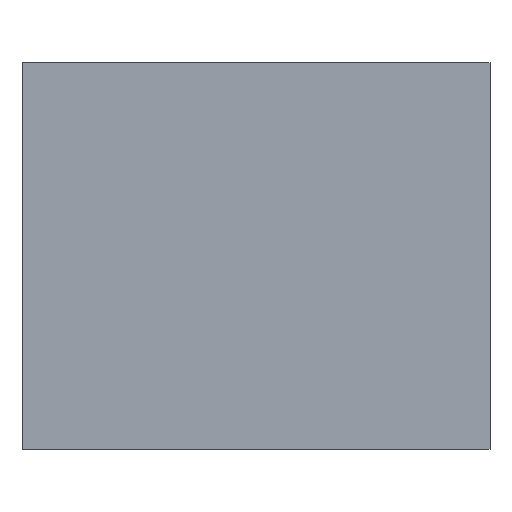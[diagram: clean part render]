
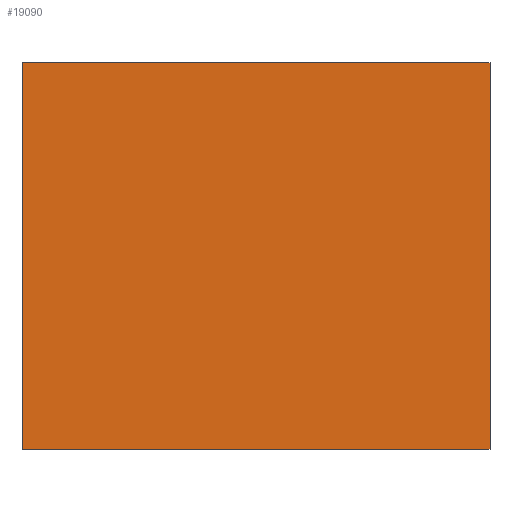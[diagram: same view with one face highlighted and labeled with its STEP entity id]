
A CAD part, front view. The second image highlights one B-rep face of the part: STEP entity #19090.
In plain terms, the highlighted planar face has unit normal (0, -1, 0).
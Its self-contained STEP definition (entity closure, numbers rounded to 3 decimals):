
#884=PLANE('',#20222);
#1836=FACE_OUTER_BOUND('',#2788,.T.);
#2788=EDGE_LOOP('',(#18045,#18046,#18047,#18048));
#5064=LINE('',#29914,#7634);
#5171=LINE('',#30138,#7741);
#5218=LINE('',#30189,#7788);
#5359=LINE('',#30480,#7929);
#7634=VECTOR('',#24218,10.);
#7741=VECTOR('',#24555,10.);
#7788=VECTOR('',#24604,10.);
#7929=VECTOR('',#25015,10.);
#9849=VERTEX_POINT('',#29911);
#9850=VERTEX_POINT('',#29913);
#9851=VERTEX_POINT('',#30135);
#9852=VERTEX_POINT('',#30137);
#12304=EDGE_CURVE('',#9850,#9849,#5064,.T.);
#12411=EDGE_CURVE('',#9852,#9851,#5171,.T.);
#12458=EDGE_CURVE('',#9851,#9850,#5218,.T.);
#12599=EDGE_CURVE('',#9849,#9852,#5359,.T.);
#18045=ORIENTED_EDGE('',*,*,#12599,.T.);
#18046=ORIENTED_EDGE('',*,*,#12411,.T.);
#18047=ORIENTED_EDGE('',*,*,#12458,.T.);
#18048=ORIENTED_EDGE('',*,*,#12304,.T.);
#19090=ADVANCED_FACE('',(#1836),#884,.T.);
#20222=AXIS2_PLACEMENT_3D('',#30479,#25013,#25014);
#24218=DIRECTION('',(0.,0.,1.));
#24555=DIRECTION('',(0.,0.,-1.));
#24604=DIRECTION('',(1.,0.,0.));
#25013=DIRECTION('center_axis',(0.,-1.,0.));
#25014=DIRECTION('ref_axis',(1.,0.,0.));
#25015=DIRECTION('',(-1.,0.,0.));
#29911=CARTESIAN_POINT('',(40.,-20.,33.));
#29913=CARTESIAN_POINT('',(40.,-20.,-33.));
#29914=CARTESIAN_POINT('',(40.,-20.,-33.));
#30135=CARTESIAN_POINT('',(-40.,-20.,-33.));
#30137=CARTESIAN_POINT('',(-40.,-20.,33.));
#30138=CARTESIAN_POINT('',(-40.,-20.,33.));
#30189=CARTESIAN_POINT('',(-40.,-20.,-33.));
#30479=CARTESIAN_POINT('Origin',(-30.,-20.,-6.));
#30480=CARTESIAN_POINT('',(40.,-20.,33.));
